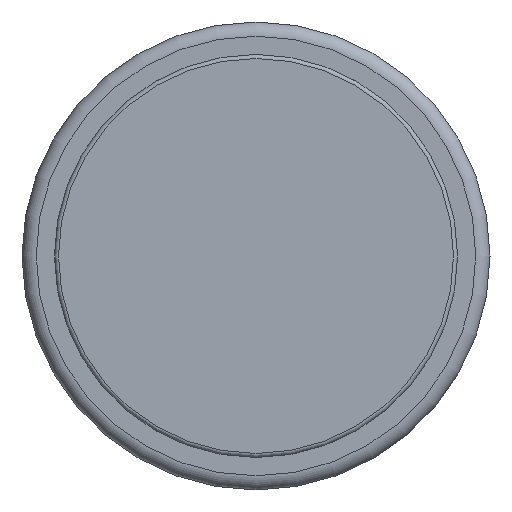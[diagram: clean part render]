
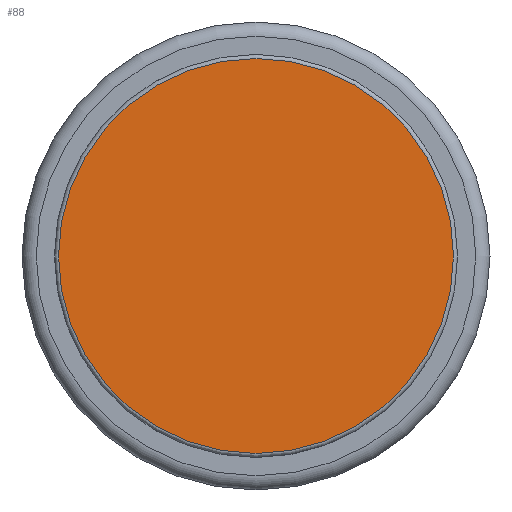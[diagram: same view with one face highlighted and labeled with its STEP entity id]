
A CAD part, top view. The second image highlights one B-rep face of the part: STEP entity #88.
In plain terms, the highlighted planar face has unit normal (0, 0, 1).
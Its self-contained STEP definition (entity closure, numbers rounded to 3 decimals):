
#88 = ADVANCED_FACE( '', ( #203 ), #204, .F. );
#203 = FACE_OUTER_BOUND( '', #360, .T. );
#204 = PLANE( '', #361 );
#360 = EDGE_LOOP( '', ( #550 ) );
#361 = AXIS2_PLACEMENT_3D( '', #551, #552, #553 );
#550 = ORIENTED_EDGE( '', *, *, #777, .T. );
#551 = CARTESIAN_POINT( '', ( 9.9, 0., 70. ) );
#552 = DIRECTION( '', ( 0., 0., -1. ) );
#553 = DIRECTION( '', ( 1., 0., 0. ) );
#777 = EDGE_CURVE( '', #896, #896, #897, .F. );
#896 = VERTEX_POINT( '', #1052 );
#897 = CIRCLE( '', #1053, 9.7 );
#1052 = CARTESIAN_POINT( '', ( 9.7, 0., 70. ) );
#1053 = AXIS2_PLACEMENT_3D( '', #1190, #1191, #1192 );
#1190 = CARTESIAN_POINT( '', ( 0., 0., 70. ) );
#1191 = DIRECTION( '', ( 0., 0., -1. ) );
#1192 = DIRECTION( '', ( 1., 0., 0. ) );
